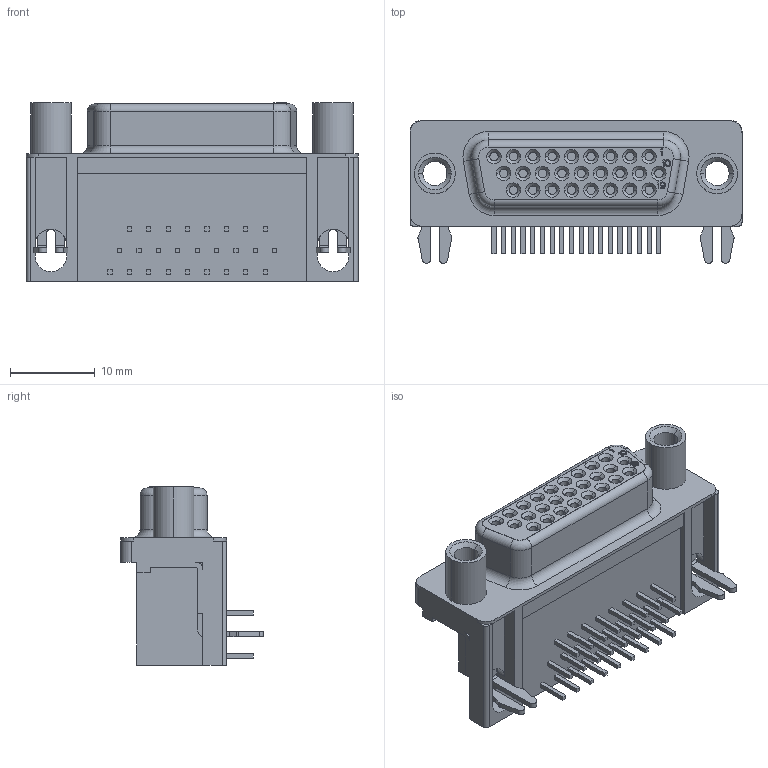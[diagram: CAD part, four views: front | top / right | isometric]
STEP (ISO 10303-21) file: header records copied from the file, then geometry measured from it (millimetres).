
FILE_DESCRIPTION((''),'2;1');
FILE_NAME('C-5748481-6','2009-10-21T',('workeradm'),(''),'PRO/ENGINEER BY PARAMETRIC TECHNOLOGY CORPORATION, 2008380','PRO/ENGINEER BY PARAMETRIC TECHNOLOGY CORPORATION, 2008380','');
FILE_SCHEMA(('AUTOMOTIVE_DESIGN { 1 0 10303 214 1 1 1 1 }'));
Length unit declared in the file: millimetre
Products named in the file (1): C-5748481-6
Bounding box: 39.2 x 16.85 x 21.06 mm (x, y, z)
Volume: 6231.7 mm3; surface area: 3660.7 mm2
Topology: 1 solids, 1 shells, 551 faces, 1381 edges, 892 vertices
Faces by surface type: plane 375, cylinder 112, cone 56, torus 8
Entity records: 16337 total; most frequent: CARTESIAN_POINT 2825, DIRECTION 2777, ORIENTED_EDGE 2762, EDGE_CURVE 1381, VECTOR 1087, LINE 1087, VERTEX_POINT 892, AXIS2_PLACEMENT_3D 845
